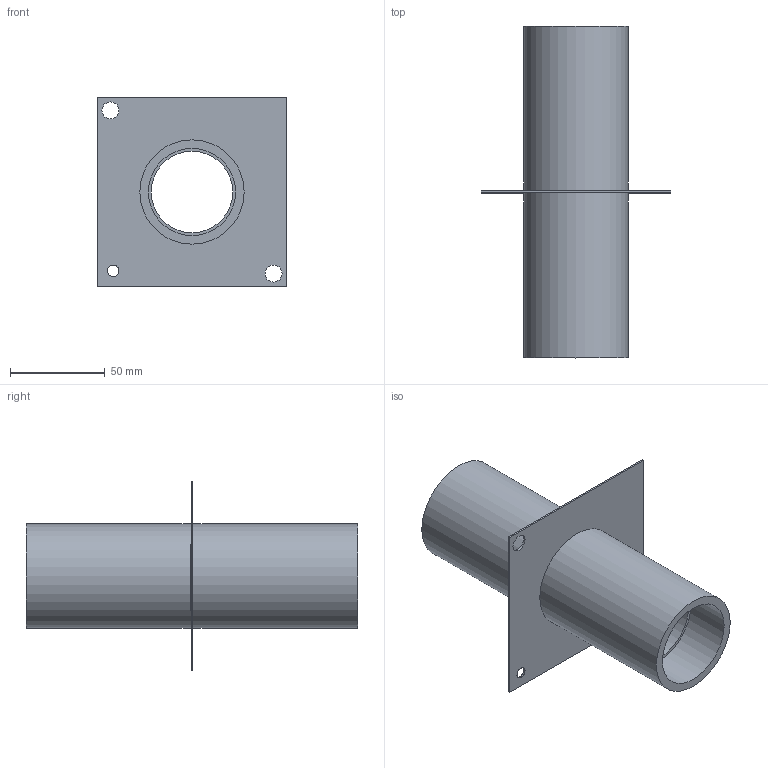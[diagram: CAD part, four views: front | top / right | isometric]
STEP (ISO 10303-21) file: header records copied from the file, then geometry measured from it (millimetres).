
FILE_DESCRIPTION(/* description */ (''),/* implementation_level */ '2;1');
FILE_NAME(/* name */ '51142_BWD_15.stp',/* time_stamp */ '2015-05-08T09:58:25+02:00',/* author */ ('guzb562'),/* organization */ (''),/* preprocessor_version */ 'ST-DEVELOPER v15.6',/* originating_system */ 'Autodesk Inventor 2015',/* authorisation */ '');
FILE_SCHEMA (('AUTOMOTIVE_DESIGN { 1 0 10303 214 3 1 1 }'));
Length unit declared in the file: millimetre
Products named in the file (1): 51142_BWD_15
Bounding box: 100 x 175 x 100 mm (x, y, z)
Volume: 158668.6 mm3; surface area: 71476.7 mm2
Topology: 1 solids, 1 shells, 223 faces, 585 edges, 390 vertices
Faces by surface type: plane 133, bspline 78, cylinder 12
Full cylindrical faces by diameter (mm): 6 x1, 9 x2, 43 x1, 46 x2, 55 x2
Entity records: 7696 total; most frequent: CARTESIAN_POINT 2633, ORIENTED_EDGE 1154, DIRECTION 737, EDGE_CURVE 577, LINE 397, VECTOR 397, VERTEX_POINT 390, EDGE_LOOP 265
